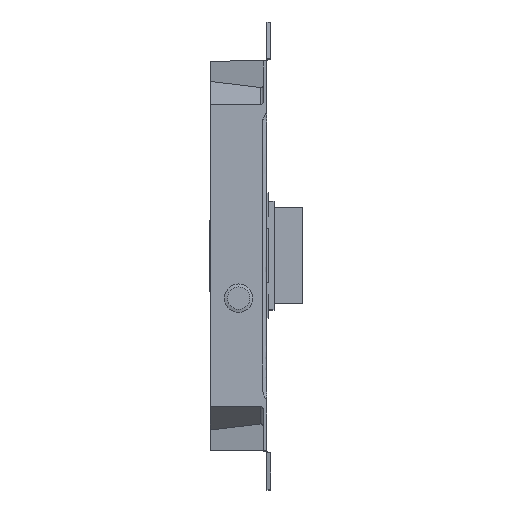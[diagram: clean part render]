
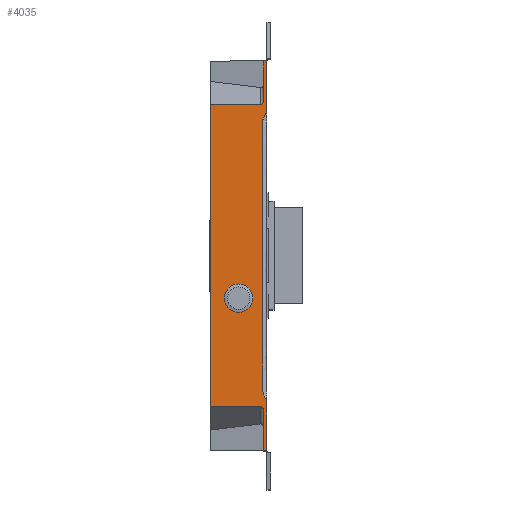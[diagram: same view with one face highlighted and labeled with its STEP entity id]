
A CAD part, top view. The second image highlights one B-rep face of the part: STEP entity #4035.
In plain terms, the highlighted planar face has unit normal (0, 0, 1).
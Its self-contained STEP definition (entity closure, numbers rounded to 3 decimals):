
#22=(
BOUNDED_CURVE()
B_SPLINE_CURVE(3,(#6563,#6564,#6565,#6566,#6567,#6568,#6569,#6570,#6571,
#6572,#6573,#6574,#6575),.UNSPECIFIED.,.F.,.F.)
B_SPLINE_CURVE_WITH_KNOTS((4,3,3,3,4),(0.,0.715,0.726,
0.99,1.),.PIECEWISE_BEZIER_KNOTS.)
CURVE()
GEOMETRIC_REPRESENTATION_ITEM()
RATIONAL_B_SPLINE_CURVE((1.,1.,1.,1.,1.,1.,1.,1.,1.,1.,1.,1.,1.))
REPRESENTATION_ITEM('')
);
#137=ELLIPSE('',#4183,4.619,4.);
#141=ELLIPSE('',#4191,4.619,4.);
#1302=ORIENTED_EDGE('',*,*,#1921,.F.);
#1303=ORIENTED_EDGE('',*,*,#1624,.T.);
#1304=ORIENTED_EDGE('',*,*,#1700,.T.);
#1305=ORIENTED_EDGE('',*,*,#1686,.T.);
#1306=ORIENTED_EDGE('',*,*,#1915,.T.);
#1307=ORIENTED_EDGE('',*,*,#1816,.T.);
#1308=ORIENTED_EDGE('',*,*,#1610,.T.);
#1309=ORIENTED_EDGE('',*,*,#1826,.T.);
#1310=ORIENTED_EDGE('',*,*,#1886,.T.);
#1311=ORIENTED_EDGE('',*,*,#1824,.F.);
#1312=ORIENTED_EDGE('',*,*,#1599,.T.);
#1313=ORIENTED_EDGE('',*,*,#1823,.T.);
#1314=ORIENTED_EDGE('',*,*,#1724,.F.);
#1315=ORIENTED_EDGE('',*,*,#1742,.T.);
#1599=EDGE_CURVE('',#2104,#2103,#137,.T.);
#1610=EDGE_CURVE('',#2112,#2113,#141,.T.);
#1624=EDGE_CURVE('',#2126,#2124,#22,.F.);
#1686=EDGE_CURVE('',#2171,#2169,#2545,.T.);
#1700=EDGE_CURVE('',#2124,#2171,#2559,.T.);
#1724=EDGE_CURVE('',#2190,#2191,#2583,.T.);
#1742=EDGE_CURVE('',#2190,#2204,#2601,.T.);
#1816=EDGE_CURVE('',#2245,#2112,#2667,.T.);
#1823=EDGE_CURVE('',#2103,#2191,#2674,.T.);
#1824=EDGE_CURVE('',#2104,#2247,#2675,.T.);
#1826=EDGE_CURVE('',#2113,#2248,#2677,.T.);
#1886=EDGE_CURVE('',#2248,#2247,#2704,.T.);
#1915=EDGE_CURVE('',#2169,#2245,#2709,.T.);
#1921=EDGE_CURVE('',#2126,#2204,#2711,.T.);
#2103=VERTEX_POINT('',#5915);
#2104=VERTEX_POINT('',#5917);
#2112=VERTEX_POINT('',#5997);
#2113=VERTEX_POINT('',#5998);
#2124=VERTEX_POINT('',#6561);
#2126=VERTEX_POINT('',#6576);
#2169=VERTEX_POINT('',#7332);
#2171=VERTEX_POINT('',#7335);
#2190=VERTEX_POINT('',#7406);
#2191=VERTEX_POINT('',#7408);
#2204=VERTEX_POINT('',#7440);
#2245=VERTEX_POINT('',#7588);
#2247=VERTEX_POINT('',#7603);
#2248=VERTEX_POINT('',#7607);
#2545=LINE('',#7334,#2959);
#2559=LINE('',#7359,#2973);
#2583=LINE('',#7407,#2997);
#2601=LINE('',#7442,#3015);
#2667=LINE('',#7587,#3081);
#2674=LINE('',#7600,#3088);
#2675=LINE('',#7602,#3089);
#2677=LINE('',#7606,#3091);
#2704=LINE('',#8253,#3118);
#2709=LINE('',#8755,#3123);
#2711=LINE('',#8854,#3125);
#2959=VECTOR('',#4935,1000.);
#2973=VECTOR('',#4961,1000.);
#2997=VECTOR('',#5003,1000.);
#3015=VECTOR('',#5025,1000.);
#3081=VECTOR('',#5171,1000.);
#3088=VECTOR('',#5186,1000.);
#3089=VECTOR('',#5189,1000.);
#3091=VECTOR('',#5193,1000.);
#3118=VECTOR('',#5284,1000.);
#3123=VECTOR('',#5315,1000.);
#3125=VECTOR('',#5331,1000.);
#3341=EDGE_LOOP('',(#1302,#1303,#1304,#1305,#1306,#1307,#1308,#1309,#1310,
#1311,#1312,#1313,#1314,#1315));
#3560=FACE_BOUND('',#3341,.T.);
#3703=PLANE('',#4340);
#4035=ADVANCED_FACE('',(#3560),#3703,.F.);
#4183=AXIS2_PLACEMENT_3D('',#5916,#4799,#4800);
#4191=AXIS2_PLACEMENT_3D('',#5996,#4818,#4819);
#4340=AXIS2_PLACEMENT_3D('',#8853,#5329,#5330);
#4799=DIRECTION('',(0.,0.,-1.));
#4800=DIRECTION('',(0.,1.,0.));
#4818=DIRECTION('',(0.,0.,-1.));
#4819=DIRECTION('',(0.,1.,0.));
#4935=DIRECTION('',(-1.,0.,0.));
#4961=DIRECTION('',(0.167,0.986,0.));
#5003=DIRECTION('',(-1.,0.,0.));
#5025=DIRECTION('',(1.,0.,0.));
#5171=DIRECTION('',(0.,-1.,0.));
#5186=DIRECTION('',(0.,-1.,0.));
#5189=DIRECTION('',(-1.,0.,0.));
#5193=DIRECTION('',(-1.,0.,0.));
#5284=DIRECTION('',(0.,-1.,0.));
#5315=DIRECTION('',(-1.,0.,0.));
#5329=DIRECTION('',(0.,0.,-1.));
#5330=DIRECTION('',(-1.,0.,0.));
#5331=DIRECTION('',(0.,-1.,0.));
#5915=CARTESIAN_POINT('',(35.,-217.919,515.));
#5916=CARTESIAN_POINT('',(31.,-217.919,515.));
#5917=CARTESIAN_POINT('',(31.,-213.3,515.));
#5996=CARTESIAN_POINT('',(31.,217.919,515.));
#5997=CARTESIAN_POINT('',(35.,217.919,515.));
#5998=CARTESIAN_POINT('',(31.,213.3,515.));
#6561=CARTESIAN_POINT('',(39.9,274.408,515.));
#6563=CARTESIAN_POINT('',(39.9,1235.,515.));
#6564=CARTESIAN_POINT('',(39.9,891.667,515.));
#6565=CARTESIAN_POINT('',(39.9,548.333,515.));
#6566=CARTESIAN_POINT('',(39.9,205.,515.));
#6567=CARTESIAN_POINT('',(39.9,200.,515.));
#6568=CARTESIAN_POINT('',(34.,195.,515.));
#6569=CARTESIAN_POINT('',(34.,190.,515.));
#6570=CARTESIAN_POINT('',(34.,63.333,515.));
#6571=CARTESIAN_POINT('',(34.,-63.333,515.));
#6572=CARTESIAN_POINT('',(34.,-190.,515.));
#6573=CARTESIAN_POINT('',(34.,-195.,515.));
#6574=CARTESIAN_POINT('',(37.,-200.,515.));
#6575=CARTESIAN_POINT('',(40.,-205.,515.));
#6576=CARTESIAN_POINT('',(40.,-205.,515.));
#7332=CARTESIAN_POINT('',(39.493,275.,515.));
#7334=CARTESIAN_POINT('',(40.,275.,515.));
#7335=CARTESIAN_POINT('',(40.,275.,515.));
#7359=CARTESIAN_POINT('',(-5.192,7.639,515.));
#7406=CARTESIAN_POINT('',(39.493,-275.,515.));
#7407=CARTESIAN_POINT('',(35.,-275.,515.));
#7408=CARTESIAN_POINT('',(35.,-275.,515.));
#7440=CARTESIAN_POINT('',(40.,-275.,515.));
#7442=CARTESIAN_POINT('',(40.,-275.,515.));
#7587=CARTESIAN_POINT('',(35.,275.,515.));
#7588=CARTESIAN_POINT('',(35.,275.,515.));
#7600=CARTESIAN_POINT('',(35.,275.,515.));
#7602=CARTESIAN_POINT('',(40.,-213.3,515.));
#7603=CARTESIAN_POINT('',(-40.,-213.3,515.));
#7606=CARTESIAN_POINT('',(40.,213.3,515.));
#7607=CARTESIAN_POINT('',(-40.,213.3,515.));
#8253=CARTESIAN_POINT('',(-40.,0.,515.));
#8755=CARTESIAN_POINT('',(35.,275.,515.));
#8853=CARTESIAN_POINT('',(40.,0.,515.));
#8854=CARTESIAN_POINT('',(40.,0.,515.));
